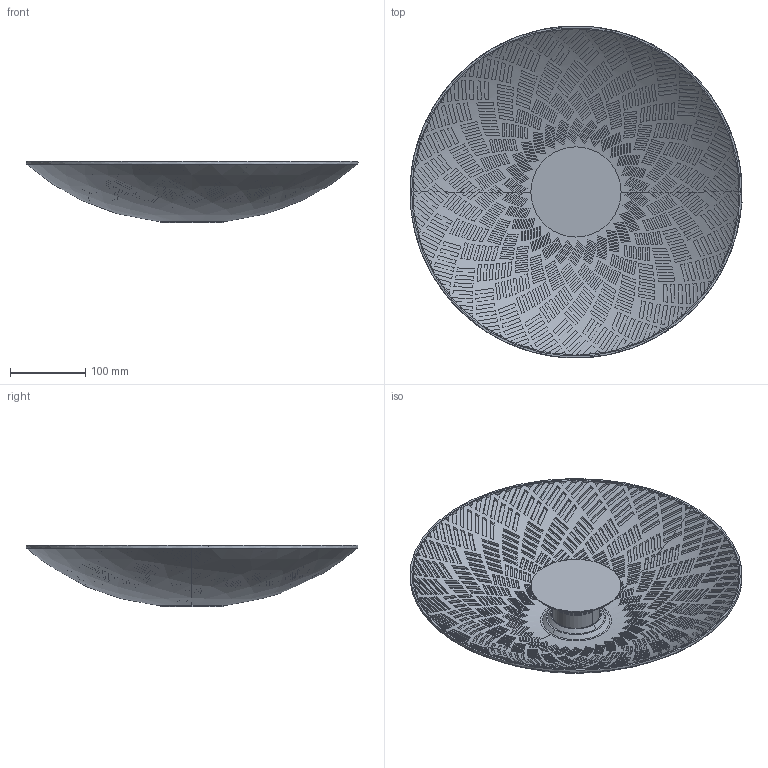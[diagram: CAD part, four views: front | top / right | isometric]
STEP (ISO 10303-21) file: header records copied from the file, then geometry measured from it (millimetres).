
FILE_DESCRIPTION (( 'STEP AP203' ), '1' );
FILE_NAME ('W0456-W0457.STEP', '2025-11-28T08:28:21', ( '微软用户' ), ( '微软中国' ), 'SwSTEP 2.0', 'SolidWorks 2020', '' );
FILE_SCHEMA (( 'CONFIG_CONTROL_DESIGN' ));
Length unit declared in the file: millimetre
Products named in the file (1): W0456-W0457
Bounding box: 441.68 x 441.62 x 81.48 mm (x, y, z)
Volume: 901450.7 mm3; surface area: 502231.9 mm2
Topology: 7 solids, 7 shells, 4199 faces, 10251 edges, 6775 vertices
Faces by surface type: bspline 2390, plane 1555, cone 226, cylinder 28
Entity records: 174715 total; most frequent: CARTESIAN_POINT 101337, ORIENTED_EDGE 20502, EDGE_CURVE 10251, B_SPLINE_CURVE_WITH_KNOTS 9500, VERTEX_POINT 6775, EDGE_LOOP 4920, DIRECTION 4707, ADVANCED_FACE 4199
